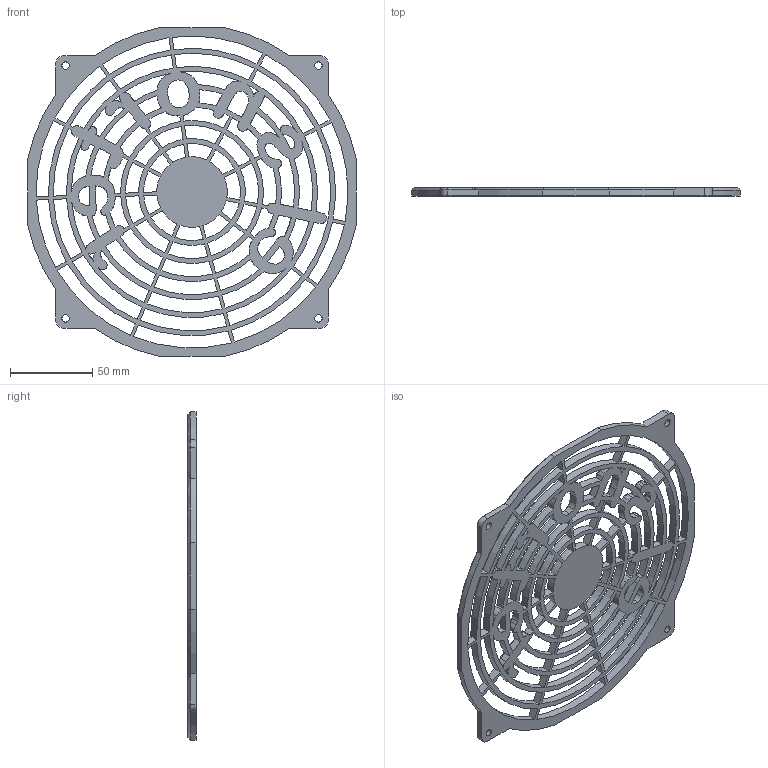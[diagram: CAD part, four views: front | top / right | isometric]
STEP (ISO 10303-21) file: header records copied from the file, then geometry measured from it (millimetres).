
FILE_DESCRIPTION(/* description */ (''),/* implementation_level */ '2;1');
FILE_NAME(/* name */ 'Fumes Desk Filter CA2 - grille.step',/* time_stamp */ '2025-04-27T04:17:16-06:00',/* author */ (''),/* organization */ (''),/* preprocessor_version */ 'ST-DEVELOPER v20.1',/* originating_system */ 'Autodesk Translation Framework v14.4.0.0',/* authorisation */ '');
FILE_SCHEMA (('AUTOMOTIVE_DESIGN { 1 0 10303 214 3 1 1 }'));
Products named in the file (1): Fan
Bounding box: 200 x 5 x 200 mm (x, y, z)
Volume: 79054.8 mm3; surface area: 75066.8 mm2
Topology: 12 solids, 12 shells, 1181 faces, 3422 edges, 2230 vertices
Faces by surface type: bspline 706, plane 283, cylinder 181, cone 11
Full cylindrical faces by diameter (mm): 4.5 x4, 193.2 x2, 196 x2
Entity records: 50446 total; most frequent: CARTESIAN_POINT 23697, ORIENTED_EDGE 6844, EDGE_CURVE 3422, DIRECTION 3302, VERTEX_POINT 2230, LINE 1596, VECTOR 1596, B_SPLINE_CURVE_WITH_KNOTS 1433
